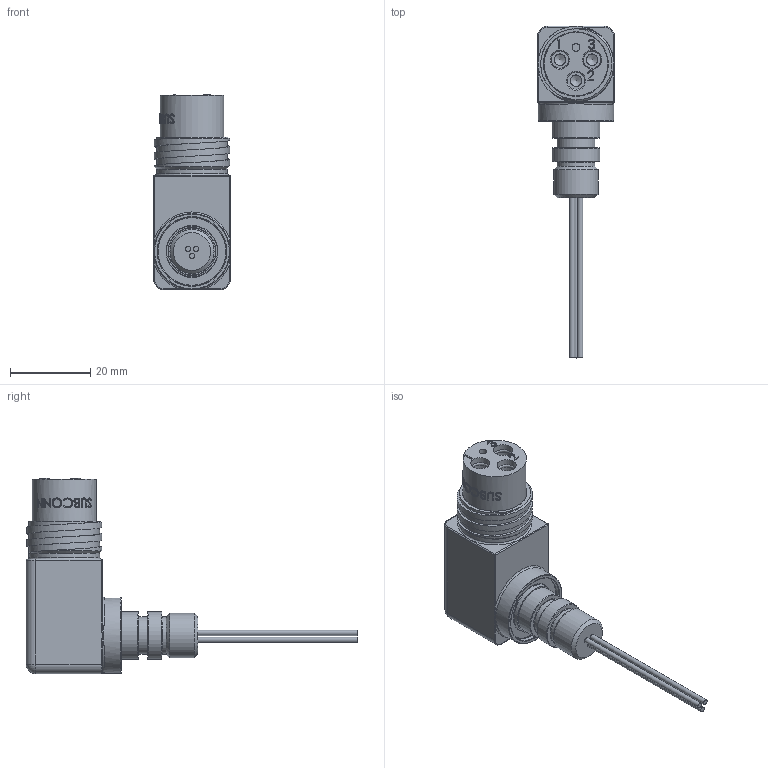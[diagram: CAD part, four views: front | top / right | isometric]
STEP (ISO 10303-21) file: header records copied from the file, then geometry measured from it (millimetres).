
FILE_DESCRIPTION(/* description */ (''),/* implementation_level */ '2;1');
FILE_NAME(/* name */ 'MCBHRA3FAS 2 O-ring.stp',/* time_stamp */ '2022-07-13T09:01:02+02:00',/* author */ ('sh'),/* organization */ (''),/* preprocessor_version */ 'ST-DEVELOPER v17',/* originating_system */ 'Autodesk Inventor 2019',/* authorisation */ '');
FILE_SCHEMA (('AUTOMOTIVE_DESIGN { 1 0 10303 214 3 1 1 }'));
Length unit declared in the file: millimetre
Products named in the file (1): MCBHRA3FAS 2 O-ring
Bounding box: 19.05 x 82.85 x 48.74 mm (x, y, z)
Volume: 16979.5 mm3; surface area: 8309.5 mm2
Topology: 1 solids, 5 shells, 397 faces, 1066 edges, 714 vertices
Faces by surface type: plane 141, bspline 90, cylinder 82, torus 50, cone 30, sphere 4
Full cylindrical faces by diameter (mm): 1.321 x3, 1.6 x3, 1.981 x1, 2.311 x3, 2.819 x3, 2.896 x3, 3.912 x3, 3.962 x3, 4.013 x3, 4.75 x3, 4.763 x9, 7.239 x1, 9.398 x2, 11.024 x1, 11.938 x2, 12.7 x1, 15.875 x1, 17.145 x1, 17.628 x2, 18.847 x2, 18.923 x1
Entity records: 22683 total; most frequent: CARTESIAN_POINT 12586, ORIENTED_EDGE 2112, DIRECTION 1870, EDGE_CURVE 1056, AXIS2_PLACEMENT_3D 744, VERTEX_POINT 714, EDGE_LOOP 442, CIRCLE 412
